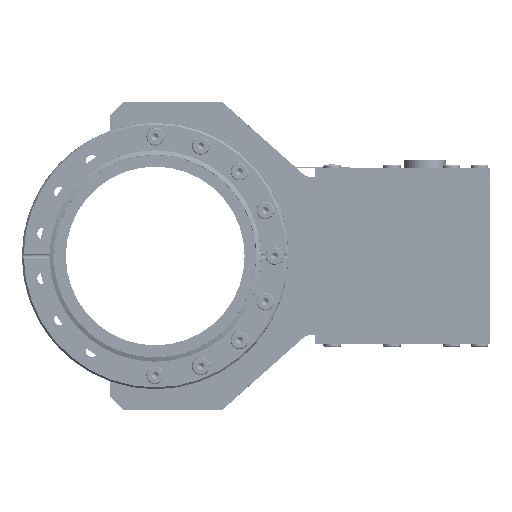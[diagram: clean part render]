
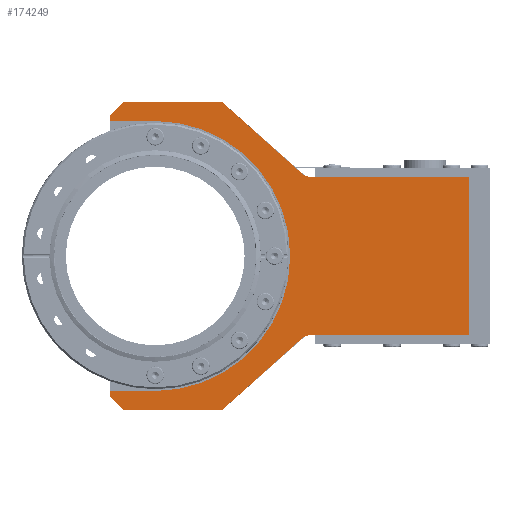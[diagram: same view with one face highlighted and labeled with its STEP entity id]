
A CAD part, front view. The second image highlights one B-rep face of the part: STEP entity #174249.
In plain terms, the highlighted planar face has unit normal (0, -1, 0).
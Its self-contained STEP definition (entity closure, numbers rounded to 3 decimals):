
#297 = ORIENTED_EDGE ( 'NONE', *, *, #198466, .T. ) ;
#1048 = LINE ( 'NONE', #46107, #98488 ) ;
#1257 = EDGE_CURVE ( 'NONE', #88494, #42865, #137004, .T. ) ;
#2205 = CARTESIAN_POINT ( 'NONE',  ( -26., 0., -80. ) ) ;
#3100 = AXIS2_PLACEMENT_3D ( 'NONE', #225445, #109424, #244893 ) ;
#3117 = CARTESIAN_POINT ( 'NONE',  ( -18., 0., -88. ) ) ;
#3583 = LINE ( 'NONE', #2205, #152594 ) ;
#4423 = VERTEX_POINT ( 'NONE', #84477 ) ;
#9401 = EDGE_CURVE ( 'NONE', #45592, #106984, #3583, .T. ) ;
#11672 = DIRECTION ( 'NONE',  ( -0.745, 0., 0.667 ) ) ;
#12963 = LINE ( 'NONE', #100021, #110426 ) ;
#14276 = EDGE_CURVE ( 'NONE', #106984, #38232, #12963, .T. ) ;
#15204 = CARTESIAN_POINT ( 'NONE',  ( 0., 0., 77. ) ) ;
#15752 = VECTOR ( 'NONE', #166374, 1000. ) ;
#15834 = ORIENTED_EDGE ( 'NONE', *, *, #44086, .T. ) ;
#19533 = CARTESIAN_POINT ( 'NONE',  ( 89.824, 0., 45. ) ) ;
#19591 = CIRCLE ( 'NONE', #117316, 10. ) ;
#21421 = VECTOR ( 'NONE', #104325, 1000. ) ;
#21830 = DIRECTION ( 'NONE',  ( 0., 1., 0. ) ) ;
#23320 = DIRECTION ( 'NONE',  ( 0., 1., 0. ) ) ;
#27374 = ORIENTED_EDGE ( 'NONE', *, *, #168633, .T. ) ;
#28074 = VECTOR ( 'NONE', #154321, 1000. ) ;
#30227 = CARTESIAN_POINT ( 'NONE',  ( -18., 0., 88. ) ) ;
#38232 = VERTEX_POINT ( 'NONE', #3117 ) ;
#40191 = CIRCLE ( 'NONE', #191967, 10. ) ;
#41907 = EDGE_CURVE ( 'NONE', #50513, #174989, #77874, .T. ) ;
#42865 = VERTEX_POINT ( 'NONE', #196330 ) ;
#44086 = EDGE_CURVE ( 'NONE', #242743, #191530, #160821, .T. ) ;
#45592 = VERTEX_POINT ( 'NONE', #186975 ) ;
#46107 = CARTESIAN_POINT ( 'NONE',  ( 89.824, 0., -77. ) ) ;
#47309 = VERTEX_POINT ( 'NONE', #159026 ) ;
#47386 = CARTESIAN_POINT ( 'NONE',  ( -18., 0., 88. ) ) ;
#49082 = PLANE ( 'NONE',  #3100 ) ;
#50513 = VERTEX_POINT ( 'NONE', #161446 ) ;
#51541 = VECTOR ( 'NONE', #135965, 1000. ) ;
#52063 = VECTOR ( 'NONE', #196122, 1000. ) ;
#58237 = EDGE_CURVE ( 'NONE', #47309, #203705, #131510, .T. ) ;
#60182 = CARTESIAN_POINT ( 'NONE',  ( -18., 0., -88. ) ) ;
#60655 = ORIENTED_EDGE ( 'NONE', *, *, #95051, .T. ) ;
#61307 = VERTEX_POINT ( 'NONE', #205783 ) ;
#63275 = LINE ( 'NONE', #147676, #115102 ) ;
#65441 = ORIENTED_EDGE ( 'NONE', *, *, #71229, .T. ) ;
#67905 = EDGE_CURVE ( 'NONE', #61307, #50513, #63275, .T. ) ;
#68705 = ORIENTED_EDGE ( 'NONE', *, *, #172416, .T. ) ;
#69038 = VECTOR ( 'NONE', #169835, 1000. ) ;
#71229 = EDGE_CURVE ( 'NONE', #42865, #97111, #19591, .T. ) ;
#73388 = CARTESIAN_POINT ( 'NONE',  ( 0., 0., 0. ) ) ;
#73420 = ORIENTED_EDGE ( 'NONE', *, *, #41907, .T. ) ;
#75164 = LINE ( 'NONE', #150338, #69038 ) ;
#76103 = EDGE_CURVE ( 'NONE', #140238, #61307, #40191, .T. ) ;
#77874 = LINE ( 'NONE', #47386, #123532 ) ;
#78483 = VERTEX_POINT ( 'NONE', #181171 ) ;
#84477 = CARTESIAN_POINT ( 'NONE',  ( -26., 0., 80. ) ) ;
#88494 = VERTEX_POINT ( 'NONE', #132536 ) ;
#93048 = DIRECTION ( 'NONE',  ( 0., 0., -1. ) ) ;
#95051 = EDGE_CURVE ( 'NONE', #78483, #45592, #1048, .T. ) ;
#95942 = VECTOR ( 'NONE', #237131, 1000. ) ;
#97111 = VERTEX_POINT ( 'NONE', #146592 ) ;
#98488 = VECTOR ( 'NONE', #142885, 1000. ) ;
#99487 = CARTESIAN_POINT ( 'NONE',  ( 38., 0., -88. ) ) ;
#100021 = CARTESIAN_POINT ( 'NONE',  ( -26., 0., -80. ) ) ;
#102024 = LINE ( 'NONE', #121035, #95942 ) ;
#102255 = EDGE_CURVE ( 'NONE', #203705, #140238, #103260, .T. ) ;
#102805 = CARTESIAN_POINT ( 'NONE',  ( -26., 0., 77. ) ) ;
#103260 = LINE ( 'NONE', #19533, #51541 ) ;
#104325 = DIRECTION ( 'NONE',  ( 0.745, 0., 0.667 ) ) ;
#105369 = DIRECTION ( 'NONE',  ( 0.707, 0., -0.707 ) ) ;
#106984 = VERTEX_POINT ( 'NONE', #231427 ) ;
#109315 = VECTOR ( 'NONE', #125212, 1000. ) ;
#109424 = DIRECTION ( 'NONE',  ( 0., -1., 0. ) ) ;
#110426 = VECTOR ( 'NONE', #105369, 1000. ) ;
#114561 = ORIENTED_EDGE ( 'NONE', *, *, #240298, .T. ) ;
#115102 = VECTOR ( 'NONE', #11672, 1000. ) ;
#117316 = AXIS2_PLACEMENT_3D ( 'NONE', #138277, #21830, #157775 ) ;
#121035 = CARTESIAN_POINT ( 'NONE',  ( -26., 0., 64. ) ) ;
#121881 = ORIENTED_EDGE ( 'NONE', *, *, #76103, .T. ) ;
#123532 = VECTOR ( 'NONE', #183113, 1000. ) ;
#125212 = DIRECTION ( 'NONE',  ( 1., 0., 0. ) ) ;
#125732 = ORIENTED_EDGE ( 'NONE', *, *, #222583, .T. ) ;
#128196 = CARTESIAN_POINT ( 'NONE',  ( 89.824, 0., -45. ) ) ;
#131510 = LINE ( 'NONE', #173823, #28074 ) ;
#131606 = CARTESIAN_POINT ( 'NONE',  ( 179., 0., 45. ) ) ;
#132536 = CARTESIAN_POINT ( 'NONE',  ( 38., 0., -88. ) ) ;
#135965 = DIRECTION ( 'NONE',  ( -1., 0., 0. ) ) ;
#136015 = ORIENTED_EDGE ( 'NONE', *, *, #102255, .T. ) ;
#137004 = LINE ( 'NONE', #99487, #21421 ) ;
#138277 = CARTESIAN_POINT ( 'NONE',  ( 89.824, 0., -55. ) ) ;
#139021 = CARTESIAN_POINT ( 'NONE',  ( 89.824, 0., 45. ) ) ;
#139765 = CARTESIAN_POINT ( 'NONE',  ( 89.824, 0., 55. ) ) ;
#140238 = VERTEX_POINT ( 'NONE', #139021 ) ;
#140471 = ORIENTED_EDGE ( 'NONE', *, *, #14276, .T. ) ;
#142885 = DIRECTION ( 'NONE',  ( -1., 0., 0. ) ) ;
#146592 = CARTESIAN_POINT ( 'NONE',  ( 89.824, 0., -45. ) ) ;
#147590 = ORIENTED_EDGE ( 'NONE', *, *, #67905, .T. ) ;
#147676 = CARTESIAN_POINT ( 'NONE',  ( 38., 0., 88. ) ) ;
#149151 = CIRCLE ( 'NONE', #189863, 77. ) ;
#150338 = CARTESIAN_POINT ( 'NONE',  ( -26., 0., 80. ) ) ;
#151404 = ORIENTED_EDGE ( 'NONE', *, *, #58237, .T. ) ;
#152087 = EDGE_LOOP ( 'NONE', ( #297, #68705, #15834, #27374, #60655, #230581, #140471, #125732, #240243, #65441, #114561, #151404, #136015, #121881, #147590, #73420 ) ) ;
#152594 = VECTOR ( 'NONE', #244125, 1000. ) ;
#153065 = FACE_OUTER_BOUND ( 'NONE', #152087, .T. ) ;
#154321 = DIRECTION ( 'NONE',  ( 0., 0., 1. ) ) ;
#157775 = DIRECTION ( 'NONE',  ( 0., 0., -1. ) ) ;
#159026 = CARTESIAN_POINT ( 'NONE',  ( 179., 0., -45. ) ) ;
#159250 = DIRECTION ( 'NONE',  ( 0., 0., -1. ) ) ;
#160821 = LINE ( 'NONE', #241264, #109315 ) ;
#161446 = CARTESIAN_POINT ( 'NONE',  ( 38., 0., 88. ) ) ;
#164713 = LINE ( 'NONE', #128196, #15752 ) ;
#166374 = DIRECTION ( 'NONE',  ( 1., 0., 0. ) ) ;
#168633 = EDGE_CURVE ( 'NONE', #191530, #78483, #149151, .T. ) ;
#169835 = DIRECTION ( 'NONE',  ( -0.707, 0., -0.707 ) ) ;
#172416 = EDGE_CURVE ( 'NONE', #4423, #242743, #102024, .T. ) ;
#173823 = CARTESIAN_POINT ( 'NONE',  ( 179., 0., -45. ) ) ;
#174249 = ADVANCED_FACE ( 'NONE', ( #153065 ), #49082, .T. ) ;
#174989 = VERTEX_POINT ( 'NONE', #30227 ) ;
#181171 = CARTESIAN_POINT ( 'NONE',  ( 0., 0., -77. ) ) ;
#183113 = DIRECTION ( 'NONE',  ( -1., 0., 0. ) ) ;
#186975 = CARTESIAN_POINT ( 'NONE',  ( -26., 0., -77. ) ) ;
#189863 = AXIS2_PLACEMENT_3D ( 'NONE', #73388, #209236, #93048 ) ;
#191530 = VERTEX_POINT ( 'NONE', #15204 ) ;
#191967 = AXIS2_PLACEMENT_3D ( 'NONE', #139765, #23320, #159250 ) ;
#196122 = DIRECTION ( 'NONE',  ( 1., 0., 0. ) ) ;
#196330 = CARTESIAN_POINT ( 'NONE',  ( 83.152, 0., -47.552 ) ) ;
#198466 = EDGE_CURVE ( 'NONE', #174989, #4423, #75164, .T. ) ;
#200858 = LINE ( 'NONE', #60182, #52063 ) ;
#203705 = VERTEX_POINT ( 'NONE', #131606 ) ;
#205783 = CARTESIAN_POINT ( 'NONE',  ( 83.152, 0., 47.552 ) ) ;
#209236 = DIRECTION ( 'NONE',  ( 0., 1., 0. ) ) ;
#222583 = EDGE_CURVE ( 'NONE', #38232, #88494, #200858, .T. ) ;
#225445 = CARTESIAN_POINT ( 'NONE',  ( 89.824, 0., 55. ) ) ;
#230581 = ORIENTED_EDGE ( 'NONE', *, *, #9401, .T. ) ;
#231427 = CARTESIAN_POINT ( 'NONE',  ( -26., 0., -80. ) ) ;
#237131 = DIRECTION ( 'NONE',  ( 0., 0., -1. ) ) ;
#240243 = ORIENTED_EDGE ( 'NONE', *, *, #1257, .T. ) ;
#240298 = EDGE_CURVE ( 'NONE', #97111, #47309, #164713, .T. ) ;
#241264 = CARTESIAN_POINT ( 'NONE',  ( 89.824, 0., 77. ) ) ;
#242743 = VERTEX_POINT ( 'NONE', #102805 ) ;
#244125 = DIRECTION ( 'NONE',  ( 0., 0., -1. ) ) ;
#244893 = DIRECTION ( 'NONE',  ( 0., 0., -1. ) ) ;
